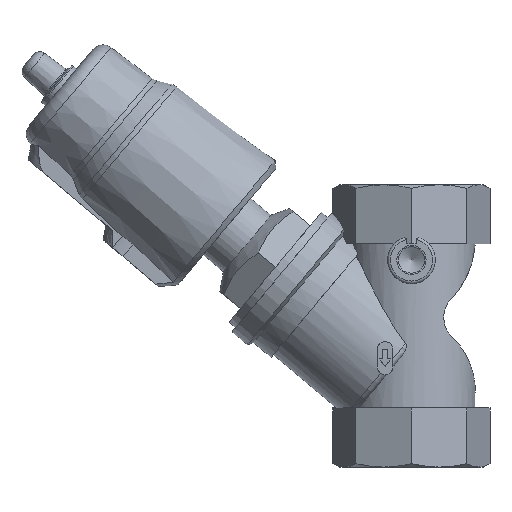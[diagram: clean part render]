
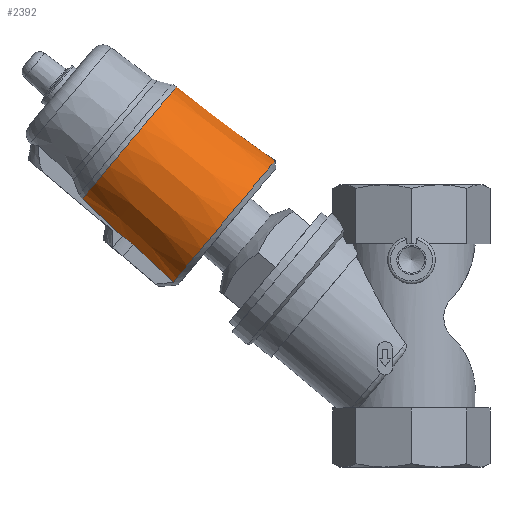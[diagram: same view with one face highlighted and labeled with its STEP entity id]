
A CAD part, left-side view. The second image highlights one B-rep face of the part: STEP entity #2392.
In plain terms, the highlighted conical face has half-angle 3 degrees and reference radius 28.445 mm.
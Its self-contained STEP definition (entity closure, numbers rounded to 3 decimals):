
#38=CONICAL_SURFACE('',#2652,28.445,0.052);
#485=B_SPLINE_CURVE_WITH_KNOTS('',3,(#4029,#4030,#4031,#4032,#4033,#4034,
#4035,#4036,#4037,#4038,#4039,#4040,#4041,#4042,#4043,#4044,#4045,#4046,
#4047,#4048,#4049,#4050,#4051,#4052,#4053,#4054,#4055,#4056,#4057,#4058,
#4059,#4060,#4061,#4062,#4063,#4064,#4065,#4066,#4067,#4068,#4069,#4070,
#4071),.UNSPECIFIED.,.F.,.F.,(4,1,1,1,1,1,1,1,1,1,1,1,1,1,1,1,1,1,1,1,1,
1,1,1,1,1,1,1,1,1,1,1,1,1,1,1,1,1,1,1,4),(0.107,0.112,
0.115,0.118,0.123,0.126,
0.129,0.131,0.134,0.137,
0.14,0.142,0.145,0.15,
0.153,0.156,0.161,0.164,
0.167,0.172,0.177,0.183,
0.188,0.194,0.199,0.205,
0.21,0.215,0.221,0.226,
0.232,0.237,0.243,0.248,
0.253,0.259,0.264,0.267,
0.27,0.275,0.28),.UNSPECIFIED.);
#499=B_SPLINE_CURVE_WITH_KNOTS('',3,(#4211,#4212,#4213,#4214),
 .UNSPECIFIED.,.F.,.F.,(4,4),(0.063,0.084),
 .UNSPECIFIED.);
#502=B_SPLINE_CURVE_WITH_KNOTS('',3,(#4228,#4229,#4230,#4231),
 .UNSPECIFIED.,.F.,.F.,(4,4),(0.063,0.084),
 .UNSPECIFIED.);
#504=B_SPLINE_CURVE_WITH_KNOTS('',3,(#4240,#4241,#4242,#4243,#4244),
 .UNSPECIFIED.,.F.,.F.,(4,1,4),(0.001,0.004,
0.007),.UNSPECIFIED.);
#506=B_SPLINE_CURVE_WITH_KNOTS('',3,(#4256,#4257,#4258,#4259),
 .UNSPECIFIED.,.F.,.F.,(4,4),(0.001,0.006),
 .UNSPECIFIED.);
#508=B_SPLINE_CURVE_WITH_KNOTS('',3,(#4272,#4273,#4274,#4275),
 .UNSPECIFIED.,.F.,.F.,(4,4),(0.001,0.022),
 .UNSPECIFIED.);
#509=B_SPLINE_CURVE_WITH_KNOTS('',3,(#4277,#4278,#4279,#4280),
 .UNSPECIFIED.,.F.,.F.,(4,4),(0.001,0.022),
 .UNSPECIFIED.);
#823=ORIENTED_EDGE('',*,*,#1441,.T.);
#824=ORIENTED_EDGE('',*,*,#1386,.T.);
#825=ORIENTED_EDGE('',*,*,#1442,.F.);
#826=ORIENTED_EDGE('',*,*,#1431,.F.);
#827=ORIENTED_EDGE('',*,*,#1428,.F.);
#828=ORIENTED_EDGE('',*,*,#1426,.T.);
#829=ORIENTED_EDGE('',*,*,#1424,.T.);
#830=ORIENTED_EDGE('',*,*,#1435,.F.);
#1386=EDGE_CURVE('',#1716,#1715,#485,.T.);
#1424=EDGE_CURVE('',#1746,#1745,#499,.T.);
#1426=EDGE_CURVE('',#1747,#1746,#1905,.T.);
#1428=EDGE_CURVE('',#1747,#1748,#502,.T.);
#1431=EDGE_CURVE('',#1748,#1750,#504,.T.);
#1435=EDGE_CURVE('',#1752,#1745,#506,.T.);
#1441=EDGE_CURVE('',#1752,#1716,#508,.T.);
#1442=EDGE_CURVE('',#1750,#1715,#509,.T.);
#1715=VERTEX_POINT('',#4028);
#1716=VERTEX_POINT('',#4072);
#1745=VERTEX_POINT('',#4210);
#1746=VERTEX_POINT('',#4215);
#1747=VERTEX_POINT('',#4222);
#1748=VERTEX_POINT('',#4232);
#1750=VERTEX_POINT('',#4245);
#1752=VERTEX_POINT('',#4254);
#1905=CIRCLE('',#2642,28.445);
#2004=EDGE_LOOP('',(#823,#824,#825,#826,#827,#828,#829,#830));
#2196=FACE_BOUND('',#2004,.T.);
#2392=ADVANCED_FACE('',(#2196),#38,.T.);
#2642=AXIS2_PLACEMENT_3D('',#4221,#3083,#3084);
#2652=AXIS2_PLACEMENT_3D('',#4281,#3108,#3109);
#3083=DIRECTION('',(0.643,-0.766,0.));
#3084=DIRECTION('',(0.766,0.643,0.));
#3108=DIRECTION('',(0.643,-0.766,0.));
#3109=DIRECTION('',(0.766,0.643,0.));
#4028=CARTESIAN_POINT('',(-70.064,90.317,10.));
#4029=CARTESIAN_POINT('',(-70.064,90.317,-10.));
#4030=CARTESIAN_POINT('',(-70.511,89.942,-11.705));
#4031=CARTESIAN_POINT('',(-71.349,89.238,-14.182));
#4032=CARTESIAN_POINT('',(-72.812,88.01,-17.301));
#4033=CARTESIAN_POINT('',(-74.455,86.632,-20.196));
#4034=CARTESIAN_POINT('',(-76.382,85.015,-22.802));
#4035=CARTESIAN_POINT('',(-78.574,83.175,-25.07));
#4036=CARTESIAN_POINT('',(-80.303,81.725,-26.554));
#4037=CARTESIAN_POINT('',(-82.123,80.197,-27.838));
#4038=CARTESIAN_POINT('',(-84.046,78.584,-28.92));
#4039=CARTESIAN_POINT('',(-86.031,76.918,-29.774));
#4040=CARTESIAN_POINT('',(-88.045,75.228,-30.391));
#4041=CARTESIAN_POINT('',(-90.094,73.509,-30.779));
#4042=CARTESIAN_POINT('',(-92.889,71.163,-30.982));
#4043=CARTESIAN_POINT('',(-95.651,68.845,-30.702));
#4044=CARTESIAN_POINT('',(-98.353,66.577,-29.959));
#4045=CARTESIAN_POINT('',(-101.035,64.327,-28.891));
#4046=CARTESIAN_POINT('',(-103.547,62.219,-27.392));
#4047=CARTESIAN_POINT('',(-105.893,60.25,-25.477));
#4048=CARTESIAN_POINT('',(-108.13,58.374,-23.268));
#4049=CARTESIAN_POINT('',(-110.577,56.32,-20.112));
#4050=CARTESIAN_POINT('',(-113.011,54.277,-15.623));
#4051=CARTESIAN_POINT('',(-114.773,52.799,-10.737));
#4052=CARTESIAN_POINT('',(-115.875,51.874,-5.442));
#4053=CARTESIAN_POINT('',(-116.241,51.567,0.007));
#4054=CARTESIAN_POINT('',(-115.876,51.874,5.433));
#4055=CARTESIAN_POINT('',(-114.774,52.798,10.733));
#4056=CARTESIAN_POINT('',(-113.013,54.276,15.619));
#4057=CARTESIAN_POINT('',(-110.58,56.318,20.108));
#4058=CARTESIAN_POINT('',(-107.64,58.785,23.901));
#4059=CARTESIAN_POINT('',(-104.17,61.696,27.024));
#4060=CARTESIAN_POINT('',(-100.411,64.851,29.263));
#4061=CARTESIAN_POINT('',(-96.329,68.276,30.637));
#4062=CARTESIAN_POINT('',(-92.208,71.734,31.05));
#4063=CARTESIAN_POINT('',(-88.016,75.252,30.507));
#4064=CARTESIAN_POINT('',(-84.035,78.593,29.042));
#4065=CARTESIAN_POINT('',(-80.244,81.774,26.649));
#4066=CARTESIAN_POINT('',(-77.455,84.114,24.015));
#4067=CARTESIAN_POINT('',(-75.417,85.824,21.499));
#4068=CARTESIAN_POINT('',(-73.587,87.36,18.798));
#4069=CARTESIAN_POINT('',(-71.646,88.989,15.048));
#4070=CARTESIAN_POINT('',(-70.51,89.942,11.704));
#4071=CARTESIAN_POINT('',(-70.064,90.317,10.));
#4072=CARTESIAN_POINT('',(-70.064,90.317,-10.));
#4210=CARTESIAN_POINT('',(-87.554,109.678,-8.5));
#4211=CARTESIAN_POINT('',(-101.675,124.747,-8.5));
#4212=CARTESIAN_POINT('',(-96.967,119.725,-8.5));
#4213=CARTESIAN_POINT('',(-92.261,114.702,-8.5));
#4214=CARTESIAN_POINT('',(-87.554,109.678,-8.5));
#4215=CARTESIAN_POINT('',(-101.675,124.747,-8.5));
#4221=CARTESIAN_POINT('',(-122.47,107.298,0.));
#4222=CARTESIAN_POINT('',(-101.675,124.747,8.5));
#4228=CARTESIAN_POINT('',(-101.675,124.747,8.5));
#4229=CARTESIAN_POINT('',(-96.967,119.725,8.5));
#4230=CARTESIAN_POINT('',(-92.261,114.702,8.5));
#4231=CARTESIAN_POINT('',(-87.554,109.678,8.5));
#4232=CARTESIAN_POINT('',(-87.554,109.678,8.5));
#4240=CARTESIAN_POINT('',(-87.554,109.678,8.5));
#4241=CARTESIAN_POINT('',(-87.131,109.014,8.984));
#4242=CARTESIAN_POINT('',(-86.149,107.596,9.742));
#4243=CARTESIAN_POINT('',(-84.963,106.195,10.));
#4244=CARTESIAN_POINT('',(-84.323,105.513,10.));
#4245=CARTESIAN_POINT('',(-84.323,105.513,10.));
#4254=CARTESIAN_POINT('',(-84.323,105.513,-10.));
#4256=CARTESIAN_POINT('',(-84.323,105.513,-10.));
#4257=CARTESIAN_POINT('',(-85.588,106.861,-10.));
#4258=CARTESIAN_POINT('',(-86.698,108.335,-9.479));
#4259=CARTESIAN_POINT('',(-87.554,109.678,-8.5));
#4272=CARTESIAN_POINT('',(-84.323,105.513,-10.));
#4273=CARTESIAN_POINT('',(-79.569,100.448,-10.));
#4274=CARTESIAN_POINT('',(-74.816,95.383,-10.));
#4275=CARTESIAN_POINT('',(-70.064,90.317,-10.));
#4277=CARTESIAN_POINT('',(-84.323,105.513,10.));
#4278=CARTESIAN_POINT('',(-79.569,100.448,10.));
#4279=CARTESIAN_POINT('',(-74.816,95.383,10.));
#4280=CARTESIAN_POINT('',(-70.064,90.317,10.));
#4281=CARTESIAN_POINT('',(-122.47,107.298,0.));
